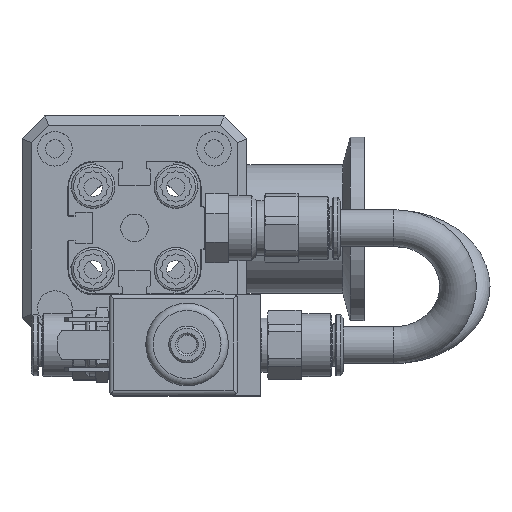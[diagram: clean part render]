
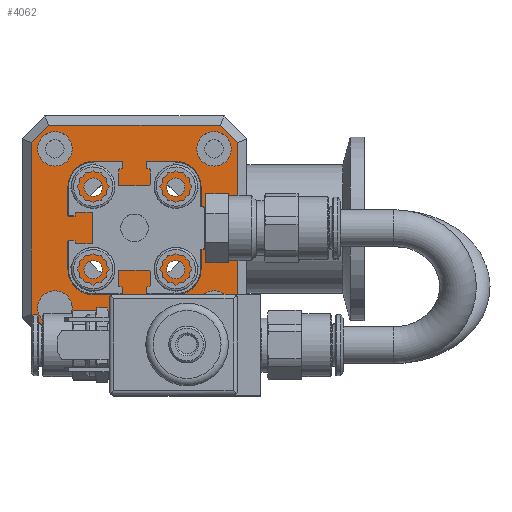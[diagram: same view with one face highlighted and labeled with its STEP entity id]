
A CAD part, top view. The second image highlights one B-rep face of the part: STEP entity #4062.
In plain terms, the highlighted planar face has unit normal (0, 0, 1).
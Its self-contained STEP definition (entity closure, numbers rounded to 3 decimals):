
#4062=ADVANCED_FACE('',(#7851,#7853,#7855,#7857,#7859,#7861,#7863,#7865,#7867,#7869),
#7871,.T.);
#7851=FACE_BOUND('',#7852,.T.);
#7852=EDGE_LOOP('',(#10232,#10233,#10234,#10235,#10236,#10237,#10238,#10239));
#7853=FACE_BOUND('',#7854,.T.);
#7854=EDGE_LOOP('',(#10240));
#7855=FACE_BOUND('',#7856,.T.);
#7856=EDGE_LOOP('',(#10241));
#7857=FACE_BOUND('',#7858,.T.);
#7858=EDGE_LOOP('',(#10242));
#7859=FACE_BOUND('',#7860,.T.);
#7860=EDGE_LOOP('',(#10243));
#7861=FACE_BOUND('',#7862,.T.);
#7862=EDGE_LOOP('',(#10244));
#7863=FACE_BOUND('',#7864,.T.);
#7864=EDGE_LOOP('',(#10245));
#7865=FACE_BOUND('',#7866,.T.);
#7866=EDGE_LOOP('',(#10246));
#7867=FACE_BOUND('',#7868,.T.);
#7868=EDGE_LOOP('',(#10247));
#7869=FACE_BOUND('',#7870,.T.);
#7870=EDGE_LOOP('',(#10248));
#7871=PLANE('',#7872);
#7872=AXIS2_PLACEMENT_3D('',#7873,#7874,#7875);
#7873=CARTESIAN_POINT('',(-2.,8.,57.5));
#7874=DIRECTION('',(0.,0.,1.));
#7875=DIRECTION('',(0.,-1.,0.));
#10232=ORIENTED_EDGE('',*,*,#11667,.T.);
#10233=ORIENTED_EDGE('',*,*,#11668,.T.);
#10234=ORIENTED_EDGE('',*,*,#11669,.T.);
#10235=ORIENTED_EDGE('',*,*,#11670,.T.);
#10236=ORIENTED_EDGE('',*,*,#11671,.T.);
#10237=ORIENTED_EDGE('',*,*,#11672,.T.);
#10238=ORIENTED_EDGE('',*,*,#11673,.T.);
#10239=ORIENTED_EDGE('',*,*,#11674,.T.);
#10240=ORIENTED_EDGE('',*,*,#11675,.T.);
#10241=ORIENTED_EDGE('',*,*,#11676,.T.);
#10242=ORIENTED_EDGE('',*,*,#11677,.T.);
#10243=ORIENTED_EDGE('',*,*,#11678,.T.);
#10244=ORIENTED_EDGE('',*,*,#11679,.T.);
#10245=ORIENTED_EDGE('',*,*,#11680,.T.);
#10246=ORIENTED_EDGE('',*,*,#11681,.T.);
#10247=ORIENTED_EDGE('',*,*,#11682,.T.);
#10248=ORIENTED_EDGE('',*,*,#11683,.T.);
#11667=EDGE_CURVE('',#13947,#13948,#13949,.T.);
#11668=EDGE_CURVE('',#13948,#13950,#13951,.T.);
#11669=EDGE_CURVE('',#13950,#13952,#13953,.T.);
#11670=EDGE_CURVE('',#13952,#13954,#13955,.T.);
#11671=EDGE_CURVE('',#13954,#13956,#13957,.T.);
#11672=EDGE_CURVE('',#13956,#13958,#13959,.T.);
#11673=EDGE_CURVE('',#13958,#13960,#13961,.T.);
#11674=EDGE_CURVE('',#13960,#13947,#13962,.T.);
#11675=EDGE_CURVE('',#13963,#13963,#13964,.F.);
#11676=EDGE_CURVE('',#13965,#13965,#13966,.F.);
#11677=EDGE_CURVE('',#13967,#13967,#13968,.F.);
#11678=EDGE_CURVE('',#13969,#13969,#13970,.F.);
#11679=EDGE_CURVE('',#13971,#13971,#13972,.F.);
#11680=EDGE_CURVE('',#13973,#13973,#13974,.F.);
#11681=EDGE_CURVE('',#13975,#13975,#13976,.F.);
#11682=EDGE_CURVE('',#13977,#13977,#13978,.F.);
#11683=EDGE_CURVE('',#13979,#13979,#13980,.F.);
#13947=VERTEX_POINT('',#22050);
#13948=VERTEX_POINT('',#22051);
#13949=LINE('',#22052,#22053);
#13950=VERTEX_POINT('',#22055);
#13951=LINE('',#22056,#22057);
#13952=VERTEX_POINT('',#22059);
#13953=LINE('',#22060,#22061);
#13954=VERTEX_POINT('',#22063);
#13955=LINE('',#22064,#22065);
#13956=VERTEX_POINT('',#22067);
#13957=LINE('',#22068,#22069);
#13958=VERTEX_POINT('',#22071);
#13959=LINE('',#22072,#22073);
#13960=VERTEX_POINT('',#22075);
#13961=LINE('',#22076,#22077);
#13962=LINE('',#22079,#22080);
#13963=VERTEX_POINT('',#22082);
#13964=CIRCLE('',#22083,3.75);
#13965=VERTEX_POINT('',#22087);
#13966=CIRCLE('',#22088,3.75);
#13967=VERTEX_POINT('',#22092);
#13968=CIRCLE('',#22093,3.75);
#13969=VERTEX_POINT('',#22097);
#13970=CIRCLE('',#22098,3.75);
#13971=VERTEX_POINT('',#22102);
#13972=CIRCLE('',#22103,8.);
#13973=VERTEX_POINT('',#22107);
#13974=CIRCLE('',#22108,2.);
#13975=VERTEX_POINT('',#22112);
#13976=CIRCLE('',#22113,2.);
#13977=VERTEX_POINT('',#22117);
#13978=CIRCLE('',#22118,2.);
#13979=VERTEX_POINT('',#22122);
#13980=CIRCLE('',#22123,2.);
#22050=CARTESIAN_POINT('',(20.5,-10.672,57.5));
#22051=CARTESIAN_POINT('',(20.5,26.672,57.5));
#22052=CARTESIAN_POINT('',(20.5,-10.672,57.5));
#22053=VECTOR('',#22054,1.);
#22054=DIRECTION('',(0.,1.,0.));
#22055=CARTESIAN_POINT('',(16.672,30.5,57.5));
#22056=CARTESIAN_POINT('',(20.5,26.672,57.5));
#22057=VECTOR('',#22058,1.);
#22058=DIRECTION('',(-0.707,0.707,0.));
#22059=CARTESIAN_POINT('',(-20.672,30.5,57.5));
#22060=CARTESIAN_POINT('',(16.672,30.5,57.5));
#22061=VECTOR('',#22062,1.);
#22062=DIRECTION('',(-1.,0.,0.));
#22063=CARTESIAN_POINT('',(-24.5,26.672,57.5));
#22064=CARTESIAN_POINT('',(-20.672,30.5,57.5));
#22065=VECTOR('',#22066,1.);
#22066=DIRECTION('',(-0.707,-0.707,0.));
#22067=CARTESIAN_POINT('',(-24.5,-10.671,57.5));
#22068=CARTESIAN_POINT('',(-24.5,26.672,57.5));
#22069=VECTOR('',#22070,1.);
#22070=DIRECTION('',(0.,-1.,0.));
#22071=CARTESIAN_POINT('',(-20.672,-14.5,57.5));
#22072=CARTESIAN_POINT('',(-24.5,-10.671,57.5));
#22073=VECTOR('',#22074,1.);
#22074=DIRECTION('',(0.707,-0.707,0.));
#22075=CARTESIAN_POINT('',(16.672,-14.5,57.5));
#22076=CARTESIAN_POINT('',(-20.672,-14.5,57.5));
#22077=VECTOR('',#22078,1.);
#22078=DIRECTION('',(1.,0.,0.));
#22079=CARTESIAN_POINT('',(16.672,-14.5,57.5));
#22080=VECTOR('',#22081,1.);
#22081=DIRECTION('',(0.707,0.707,0.));
#22082=CARTESIAN_POINT('',(15.324,21.574,57.5));
#22083=AXIS2_PLACEMENT_3D('',#22084,#22085,#22086);
#22084=CARTESIAN_POINT('',(15.324,25.324,57.5));
#22085=DIRECTION('',(0.,0.,1.));
#22086=DIRECTION('',(0.,-1.,0.));
#22087=CARTESIAN_POINT('',(15.324,-13.074,57.5));
#22088=AXIS2_PLACEMENT_3D('',#22089,#22090,#22091);
#22089=CARTESIAN_POINT('',(15.324,-9.324,57.5));
#22090=DIRECTION('',(0.,0.,1.));
#22091=DIRECTION('',(0.,-1.,0.));
#22092=CARTESIAN_POINT('',(-19.324,-13.074,57.5));
#22093=AXIS2_PLACEMENT_3D('',#22094,#22095,#22096);
#22094=CARTESIAN_POINT('',(-19.324,-9.324,57.5));
#22095=DIRECTION('',(0.,0.,1.));
#22096=DIRECTION('',(0.,-1.,0.));
#22097=CARTESIAN_POINT('',(-19.324,21.574,57.5));
#22098=AXIS2_PLACEMENT_3D('',#22099,#22100,#22101);
#22099=CARTESIAN_POINT('',(-19.324,25.324,57.5));
#22100=DIRECTION('',(0.,0.,1.));
#22101=DIRECTION('',(0.,-1.,0.));
#22102=CARTESIAN_POINT('',(-2.,0.,57.5));
#22103=AXIS2_PLACEMENT_3D('',#22104,#22105,#22106);
#22104=CARTESIAN_POINT('',(-2.,8.,57.5));
#22105=DIRECTION('',(0.,0.,1.));
#22106=DIRECTION('',(0.,-1.,0.));
#22107=CARTESIAN_POINT('',(-11.,15.,57.5));
#22108=AXIS2_PLACEMENT_3D('',#22109,#22110,#22111);
#22109=CARTESIAN_POINT('',(-11.,17.,57.5));
#22110=DIRECTION('',(0.,0.,1.));
#22111=DIRECTION('',(0.,-1.,0.));
#22112=CARTESIAN_POINT('',(-11.,-3.,57.5));
#22113=AXIS2_PLACEMENT_3D('',#22114,#22115,#22116);
#22114=CARTESIAN_POINT('',(-11.,-1.,57.5));
#22115=DIRECTION('',(0.,0.,1.));
#22116=DIRECTION('',(0.,-1.,0.));
#22117=CARTESIAN_POINT('',(7.,-3.,57.5));
#22118=AXIS2_PLACEMENT_3D('',#22119,#22120,#22121);
#22119=CARTESIAN_POINT('',(7.,-1.,57.5));
#22120=DIRECTION('',(0.,0.,1.));
#22121=DIRECTION('',(0.,-1.,0.));
#22122=CARTESIAN_POINT('',(7.,15.,57.5));
#22123=AXIS2_PLACEMENT_3D('',#22124,#22125,#22126);
#22124=CARTESIAN_POINT('',(7.,17.,57.5));
#22125=DIRECTION('',(0.,0.,1.));
#22126=DIRECTION('',(0.,-1.,0.));
